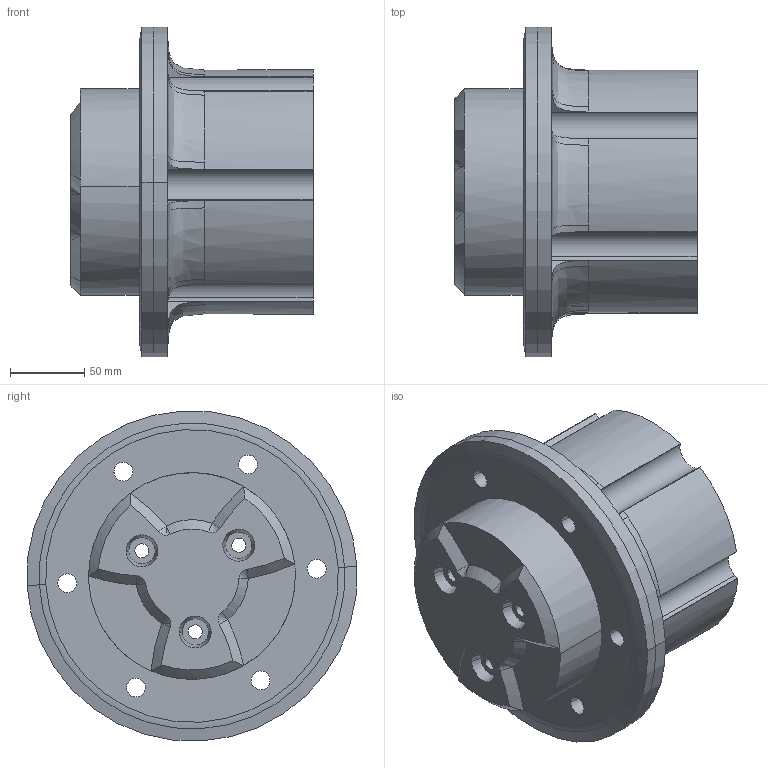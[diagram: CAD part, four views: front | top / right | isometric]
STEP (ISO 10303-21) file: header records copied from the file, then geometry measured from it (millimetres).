
FILE_DESCRIPTION (( 'STEP AP203' ), '1' );
FILE_NAME ('RRFDCarrier_Primary.STEP', '2023-07-27T05:57:28', ( '' ), ( '' ), 'SwSTEP 2.0', 'SolidWorks 2021', '' );
FILE_SCHEMA (( 'CONFIG_CONTROL_DESIGN' ));
Length unit declared in the file: centimetre
Products named in the file (5): Part 35; RRFDCarrier_Primary; Part 36; Planetary Hub _1_-1; Rear Axle Assembly _1_
Assembly tree (4 placements, depth 4):
  RRFDCarrier_Primary
    Rear Axle Assembly _1_
      Planetary Hub _1_-1
        Part 35
        Part 36
Bounding box: 163.62 x 222.89 x 222.9 mm (x, y, z)
Volume: 1414753.4 mm3; surface area: 289132.8 mm2
Topology: 2 solids, 2 shells, 164 faces, 418 edges, 265 vertices
Faces by surface type: cylinder 74, plane 33, cone 31, bspline 24, torus 2
Entity records: 9212 total; most frequent: CARTESIAN_POINT 4911, ORIENTED_EDGE 798, DIRECTION 787, EDGE_CURVE 399, AXIS2_PLACEMENT_3D 329, VERTEX_POINT 259, EDGE_LOOP 204, CIRCLE 186
